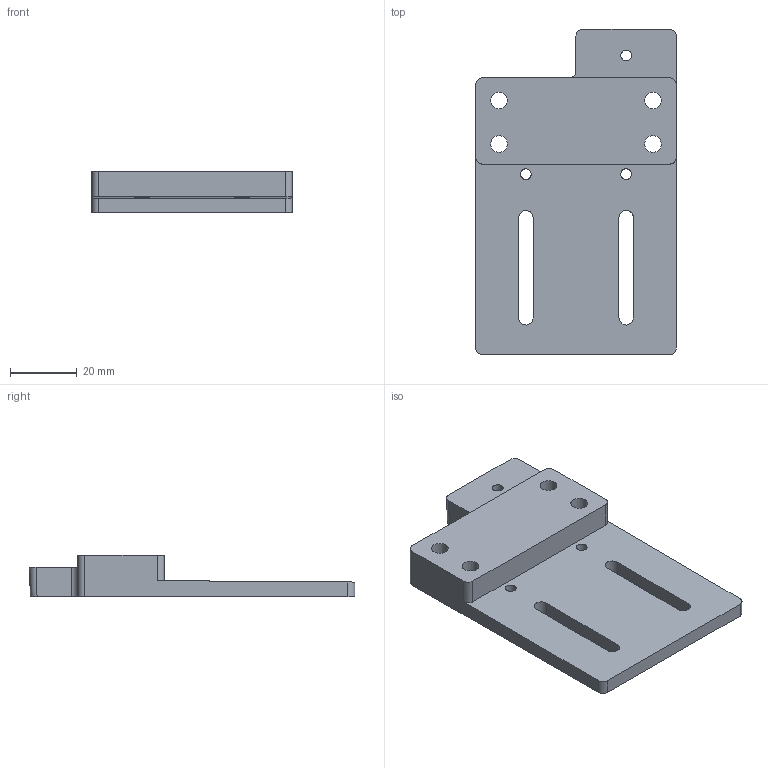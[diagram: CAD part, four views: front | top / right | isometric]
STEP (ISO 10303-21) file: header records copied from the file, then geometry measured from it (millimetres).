
FILE_DESCRIPTION(/* description */ (''),/* implementation_level */ '2;1');
FILE_NAME(/* name */ 'BK_Mount_3_Alu.stp',/* time_stamp */ '2020-08-19T21:31:25-07:00',/* author */ (''),/* organization */ (''),/* preprocessor_version */ 'ST-DEVELOPER v18.1',/* originating_system */ 'Autodesk Translation Framework v9.3.0.1241',/* authorisation */ '');
FILE_SCHEMA (('AUTOMOTIVE_DESIGN { 1 0 10303 214 3 1 1 }'));
Length unit declared in the file: millimetre
Products named in the file (1): STP:Z/BK_Mount_3_Alu
Bounding box: 60 x 97.26 x 12.3 mm (x, y, z)
Volume: 35868 mm3; surface area: 14429.7 mm2
Topology: 1 solids, 1 shells, 35 faces, 99 edges, 66 vertices
Faces by surface type: cylinder 20, plane 15
Full cylindrical faces by diameter (mm): 3.2 x3, 5.035 x4
Entity records: 1229 total; most frequent: DIRECTION 211, CARTESIAN_POINT 201, ORIENTED_EDGE 198, EDGE_CURVE 99, AXIS2_PLACEMENT_3D 76, VERTEX_POINT 66, LINE 59, VECTOR 59
